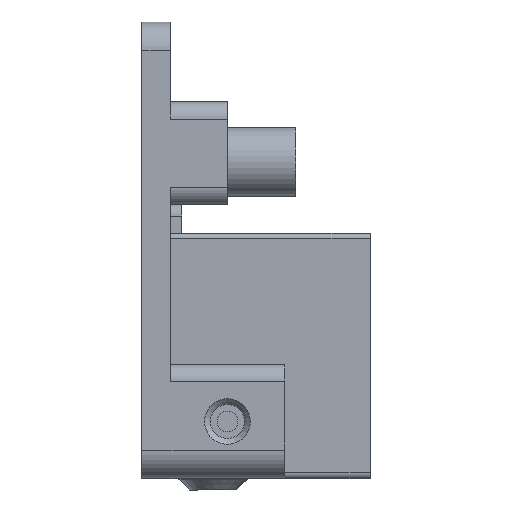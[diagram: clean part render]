
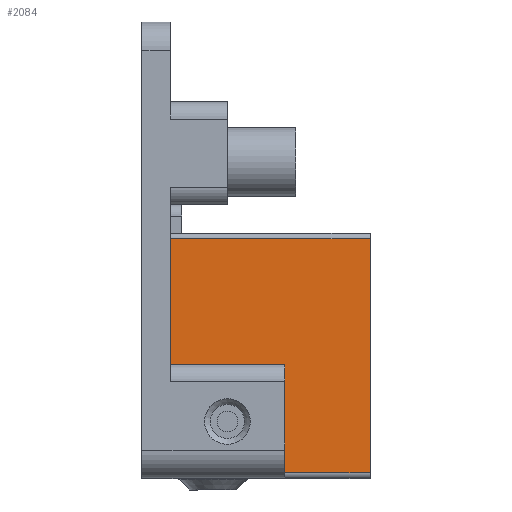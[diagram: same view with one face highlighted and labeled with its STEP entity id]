
A CAD part, left-side view. The second image highlights one B-rep face of the part: STEP entity #2084.
In plain terms, the highlighted planar face has unit normal (-1, 0, 0).
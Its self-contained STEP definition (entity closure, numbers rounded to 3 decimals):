
#43 = PLANE('',#44);
#44 = AXIS2_PLACEMENT_3D('',#45,#46,#47);
#45 = CARTESIAN_POINT('',(-30.,-5.,40.));
#46 = DIRECTION('',(0.,-1.,0.));
#47 = DIRECTION('',(0.,0.,-1.));
#946 = VERTEX_POINT('',#947);
#947 = CARTESIAN_POINT('',(-59.,-5.,-20.));
#961 = PLANE('',#962);
#962 = AXIS2_PLACEMENT_3D('',#963,#964,#965);
#963 = CARTESIAN_POINT('',(35.,-5.,-20.));
#964 = DIRECTION('',(0.,0.,-1.));
#965 = DIRECTION('',(-1.,0.,0.));
#973 = EDGE_CURVE('',#946,#974,#976,.T.);
#974 = VERTEX_POINT('',#975);
#975 = CARTESIAN_POINT('',(-59.,-5.,2.));
#976 = SURFACE_CURVE('',#977,(#981,#988),.PCURVE_S1.);
#977 = LINE('',#978,#979);
#978 = CARTESIAN_POINT('',(-59.,-5.,-40.));
#979 = VECTOR('',#980,1.);
#980 = DIRECTION('',(0.,0.,1.));
#981 = PCURVE('',#43,#982);
#982 = DEFINITIONAL_REPRESENTATION('',(#983),#987);
#983 = LINE('',#984,#985);
#984 = CARTESIAN_POINT('',(80.,-29.));
#985 = VECTOR('',#986,1.);
#986 = DIRECTION('',(-1.,0.));
#987 = ( GEOMETRIC_REPRESENTATION_CONTEXT(2) 
PARAMETRIC_REPRESENTATION_CONTEXT() REPRESENTATION_CONTEXT('2D SPACE',''
  ) );
#988 = PCURVE('',#989,#994);
#989 = PLANE('',#990);
#990 = AXIS2_PLACEMENT_3D('',#991,#992,#993);
#991 = CARTESIAN_POINT('',(-59.,-5.,-40.));
#992 = DIRECTION('',(-1.,0.,0.));
#993 = DIRECTION('',(0.,0.,1.));
#994 = DEFINITIONAL_REPRESENTATION('',(#995),#999);
#995 = LINE('',#996,#997);
#996 = CARTESIAN_POINT('',(0.,0.));
#997 = VECTOR('',#998,1.);
#998 = DIRECTION('',(1.,0.));
#999 = ( GEOMETRIC_REPRESENTATION_CONTEXT(2) 
PARAMETRIC_REPRESENTATION_CONTEXT() REPRESENTATION_CONTEXT('2D SPACE',''
  ) );
#1018 = CYLINDRICAL_SURFACE('',#1019,1.);
#1019 = AXIS2_PLACEMENT_3D('',#1020,#1021,#1022);
#1020 = CARTESIAN_POINT('',(-58.,-5.,2.));
#1021 = DIRECTION('',(0.,-1.,0.));
#1022 = DIRECTION('',(0.,0.,1.));
#1486 = PLANE('',#1487);
#1487 = AXIS2_PLACEMENT_3D('',#1488,#1489,#1490);
#1488 = CARTESIAN_POINT('',(-59.,-40.,3.));
#1489 = DIRECTION('',(0.,-1.,0.));
#1490 = DIRECTION('',(0.,0.,-1.));
#1950 = EDGE_CURVE('',#974,#1951,#1953,.T.);
#1951 = VERTEX_POINT('',#1952);
#1952 = CARTESIAN_POINT('',(-59.,-40.,2.));
#1953 = SURFACE_CURVE('',#1954,(#1958,#1965),.PCURVE_S1.);
#1954 = LINE('',#1955,#1956);
#1955 = CARTESIAN_POINT('',(-59.,-5.,2.));
#1956 = VECTOR('',#1957,1.);
#1957 = DIRECTION('',(0.,-1.,0.));
#1958 = PCURVE('',#1018,#1959);
#1959 = DEFINITIONAL_REPRESENTATION('',(#1960),#1964);
#1960 = LINE('',#1961,#1962);
#1961 = CARTESIAN_POINT('',(1.571,0.));
#1962 = VECTOR('',#1963,1.);
#1963 = DIRECTION('',(0.,1.));
#1964 = ( GEOMETRIC_REPRESENTATION_CONTEXT(2) 
PARAMETRIC_REPRESENTATION_CONTEXT() REPRESENTATION_CONTEXT('2D SPACE',''
  ) );
#1965 = PCURVE('',#989,#1966);
#1966 = DEFINITIONAL_REPRESENTATION('',(#1967),#1971);
#1967 = LINE('',#1968,#1969);
#1968 = CARTESIAN_POINT('',(42.,0.));
#1969 = VECTOR('',#1970,1.);
#1970 = DIRECTION('',(0.,-1.));
#1971 = ( GEOMETRIC_REPRESENTATION_CONTEXT(2) 
PARAMETRIC_REPRESENTATION_CONTEXT() REPRESENTATION_CONTEXT('2D SPACE',''
  ) );
#2084 = ADVANCED_FACE('',(#2085),#989,.T.);
#2085 = FACE_BOUND('',#2086,.T.);
#2086 = EDGE_LOOP('',(#2087,#2115,#2143,#2164,#2165,#2166));
#2087 = ORIENTED_EDGE('',*,*,#2088,.F.);
#2088 = EDGE_CURVE('',#2089,#2091,#2093,.T.);
#2089 = VERTEX_POINT('',#2090);
#2090 = CARTESIAN_POINT('',(-59.,-25.,-39.));
#2091 = VERTEX_POINT('',#2092);
#2092 = CARTESIAN_POINT('',(-59.,-25.,-20.));
#2093 = SURFACE_CURVE('',#2094,(#2098,#2104),.PCURVE_S1.);
#2094 = LINE('',#2095,#2096);
#2095 = CARTESIAN_POINT('',(-59.,-25.,-40.));
#2096 = VECTOR('',#2097,1.);
#2097 = DIRECTION('',(0.,0.,1.));
#2098 = PCURVE('',#989,#2099);
#2099 = DEFINITIONAL_REPRESENTATION('',(#2100),#2103);
#2100 = B_SPLINE_CURVE_WITH_KNOTS('',1,(#2101,#2102),.UNSPECIFIED.,.F.,
  .F.,(2,2),(-2.35,25.85),.PIECEWISE_BEZIER_KNOTS.);
#2101 = CARTESIAN_POINT('',(-2.35,-20.));
#2102 = CARTESIAN_POINT('',(25.85,-20.));
#2103 = ( GEOMETRIC_REPRESENTATION_CONTEXT(2) 
PARAMETRIC_REPRESENTATION_CONTEXT() REPRESENTATION_CONTEXT('2D SPACE',''
  ) );
#2104 = PCURVE('',#2105,#2110);
#2105 = PLANE('',#2106);
#2106 = AXIS2_PLACEMENT_3D('',#2107,#2108,#2109);
#2107 = CARTESIAN_POINT('',(-85.,-25.,-40.));
#2108 = DIRECTION('',(0.,1.,0.));
#2109 = DIRECTION('',(0.,0.,1.));
#2110 = DEFINITIONAL_REPRESENTATION('',(#2111),#2114);
#2111 = B_SPLINE_CURVE_WITH_KNOTS('',1,(#2112,#2113),.UNSPECIFIED.,.F.,
  .F.,(2,2),(-2.35,25.85),.PIECEWISE_BEZIER_KNOTS.);
#2112 = CARTESIAN_POINT('',(-2.35,26.));
#2113 = CARTESIAN_POINT('',(25.85,26.));
#2114 = ( GEOMETRIC_REPRESENTATION_CONTEXT(2) 
PARAMETRIC_REPRESENTATION_CONTEXT() REPRESENTATION_CONTEXT('2D SPACE',''
  ) );
#2115 = ORIENTED_EDGE('',*,*,#2116,.T.);
#2116 = EDGE_CURVE('',#2089,#2117,#2119,.T.);
#2117 = VERTEX_POINT('',#2118);
#2118 = CARTESIAN_POINT('',(-59.,-40.,-39.));
#2119 = SURFACE_CURVE('',#2120,(#2124,#2131),.PCURVE_S1.);
#2120 = LINE('',#2121,#2122);
#2121 = CARTESIAN_POINT('',(-59.,-25.,-39.));
#2122 = VECTOR('',#2123,1.);
#2123 = DIRECTION('',(0.,-1.,0.));
#2124 = PCURVE('',#989,#2125);
#2125 = DEFINITIONAL_REPRESENTATION('',(#2126),#2130);
#2126 = LINE('',#2127,#2128);
#2127 = CARTESIAN_POINT('',(1.,-20.));
#2128 = VECTOR('',#2129,1.);
#2129 = DIRECTION('',(0.,-1.));
#2130 = ( GEOMETRIC_REPRESENTATION_CONTEXT(2) 
PARAMETRIC_REPRESENTATION_CONTEXT() REPRESENTATION_CONTEXT('2D SPACE',''
  ) );
#2131 = PCURVE('',#2132,#2137);
#2132 = CYLINDRICAL_SURFACE('',#2133,1.);
#2133 = AXIS2_PLACEMENT_3D('',#2134,#2135,#2136);
#2134 = CARTESIAN_POINT('',(-58.,-25.,-39.));
#2135 = DIRECTION('',(0.,-1.,0.));
#2136 = DIRECTION('',(-1.,0.,0.));
#2137 = DEFINITIONAL_REPRESENTATION('',(#2138),#2142);
#2138 = LINE('',#2139,#2140);
#2139 = CARTESIAN_POINT('',(0.,0.));
#2140 = VECTOR('',#2141,1.);
#2141 = DIRECTION('',(0.,1.));
#2142 = ( GEOMETRIC_REPRESENTATION_CONTEXT(2) 
PARAMETRIC_REPRESENTATION_CONTEXT() REPRESENTATION_CONTEXT('2D SPACE',''
  ) );
#2143 = ORIENTED_EDGE('',*,*,#2144,.T.);
#2144 = EDGE_CURVE('',#2117,#1951,#2145,.T.);
#2145 = SURFACE_CURVE('',#2146,(#2150,#2157),.PCURVE_S1.);
#2146 = LINE('',#2147,#2148);
#2147 = CARTESIAN_POINT('',(-59.,-40.,-40.));
#2148 = VECTOR('',#2149,1.);
#2149 = DIRECTION('',(0.,0.,1.));
#2150 = PCURVE('',#989,#2151);
#2151 = DEFINITIONAL_REPRESENTATION('',(#2152),#2156);
#2152 = LINE('',#2153,#2154);
#2153 = CARTESIAN_POINT('',(0.,-35.));
#2154 = VECTOR('',#2155,1.);
#2155 = DIRECTION('',(1.,0.));
#2156 = ( GEOMETRIC_REPRESENTATION_CONTEXT(2) 
PARAMETRIC_REPRESENTATION_CONTEXT() REPRESENTATION_CONTEXT('2D SPACE',''
  ) );
#2157 = PCURVE('',#1486,#2158);
#2158 = DEFINITIONAL_REPRESENTATION('',(#2159),#2163);
#2159 = LINE('',#2160,#2161);
#2160 = CARTESIAN_POINT('',(43.,0.));
#2161 = VECTOR('',#2162,1.);
#2162 = DIRECTION('',(-1.,0.));
#2163 = ( GEOMETRIC_REPRESENTATION_CONTEXT(2) 
PARAMETRIC_REPRESENTATION_CONTEXT() REPRESENTATION_CONTEXT('2D SPACE',''
  ) );
#2164 = ORIENTED_EDGE('',*,*,#1950,.F.);
#2165 = ORIENTED_EDGE('',*,*,#973,.F.);
#2166 = ORIENTED_EDGE('',*,*,#2167,.F.);
#2167 = EDGE_CURVE('',#2091,#946,#2168,.T.);
#2168 = SURFACE_CURVE('',#2169,(#2173,#2179),.PCURVE_S1.);
#2169 = LINE('',#2170,#2171);
#2170 = CARTESIAN_POINT('',(-59.,-5.,-20.));
#2171 = VECTOR('',#2172,1.);
#2172 = DIRECTION('',(0.,1.,0.));
#2173 = PCURVE('',#989,#2174);
#2174 = DEFINITIONAL_REPRESENTATION('',(#2175),#2178);
#2175 = B_SPLINE_CURVE_WITH_KNOTS('',1,(#2176,#2177),.UNSPECIFIED.,.F.,
  .F.,(2,2),(-22.,2.),.PIECEWISE_BEZIER_KNOTS.);
#2176 = CARTESIAN_POINT('',(20.,-22.));
#2177 = CARTESIAN_POINT('',(20.,2.));
#2178 = ( GEOMETRIC_REPRESENTATION_CONTEXT(2) 
PARAMETRIC_REPRESENTATION_CONTEXT() REPRESENTATION_CONTEXT('2D SPACE',''
  ) );
#2179 = PCURVE('',#961,#2180);
#2180 = DEFINITIONAL_REPRESENTATION('',(#2181),#2184);
#2181 = B_SPLINE_CURVE_WITH_KNOTS('',1,(#2182,#2183),.UNSPECIFIED.,.F.,
  .F.,(2,2),(-22.,2.),.PIECEWISE_BEZIER_KNOTS.);
#2182 = CARTESIAN_POINT('',(94.,-22.));
#2183 = CARTESIAN_POINT('',(94.,2.));
#2184 = ( GEOMETRIC_REPRESENTATION_CONTEXT(2) 
PARAMETRIC_REPRESENTATION_CONTEXT() REPRESENTATION_CONTEXT('2D SPACE',''
  ) );
